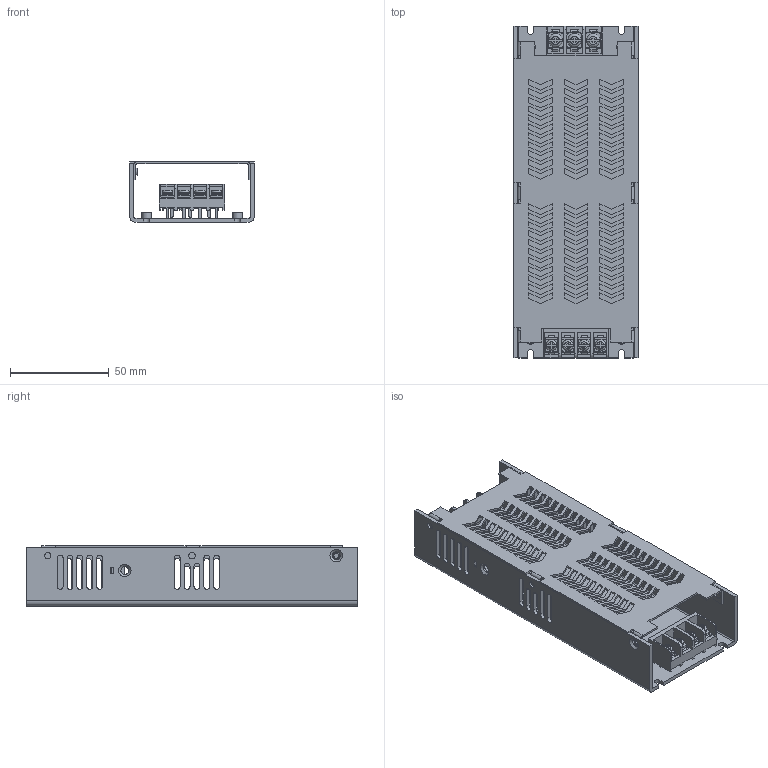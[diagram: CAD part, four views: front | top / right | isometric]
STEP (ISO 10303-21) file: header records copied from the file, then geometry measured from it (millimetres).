
FILE_DESCRIPTION(/* description */ (''),/* implementation_level */ '2;1');
FILE_NAME(/* name */ 'ELS100&150.stp',/* time_stamp */ '2023-07-21T16:27:09+08:00',/* author */ (''),/* organization */ (''),/* preprocessor_version */ 'ST-DEVELOPER v19.3',/* originating_system */ 'SIEMENS PLM Software NX2212.3001',/* authorisation */ '');
FILE_SCHEMA (('AP203_CONFIGURATION_CONTROLLED_3D_DESIGN_OF_MECHANICAL_PARTS_AND_ASSEMBLIES_MIM_LF { 1 0 10303 403 2 1 2}'));
Length unit declared in the file: millimetre
Products named in the file (6): 铆钉M3D5L5; A01J1DZP0000008; A01J1DZP0000007; A04WJJSK0000026; A04WJJSK0000027; ELS100&150
Assembly tree (8 placements, depth 2):
  ELS100&150
    A04WJJSK0000027
    A04WJJSK0000026
    A01J1DZP0000007
    A01J1DZP0000008
    铆钉M3D5L5  x4
Bounding box: 63 x 168 x 30.5 mm (x, y, z)
Volume: 49162.9 mm3; surface area: 66871.8 mm2
Topology: 8 solids, 8 shells, 1496 faces, 4605 edges, 3153 vertices
Faces by surface type: plane 1149, cylinder 293, torus 29, cone 21, sphere 4
Full cylindrical faces by diameter (mm): 2.5 x5, 3.25 x10, 3.7 x1, 4 x3, 4.8 x4, 5 x4
Entity records: 52626 total; most frequent: CARTESIAN_POINT 12485, ORIENTED_EDGE 8982, DIRECTION 7081, EDGE_CURVE 4491, VERTEX_POINT 3092, LINE 2745, VECTOR 2745, AXIS2_PLACEMENT_3D 2168
